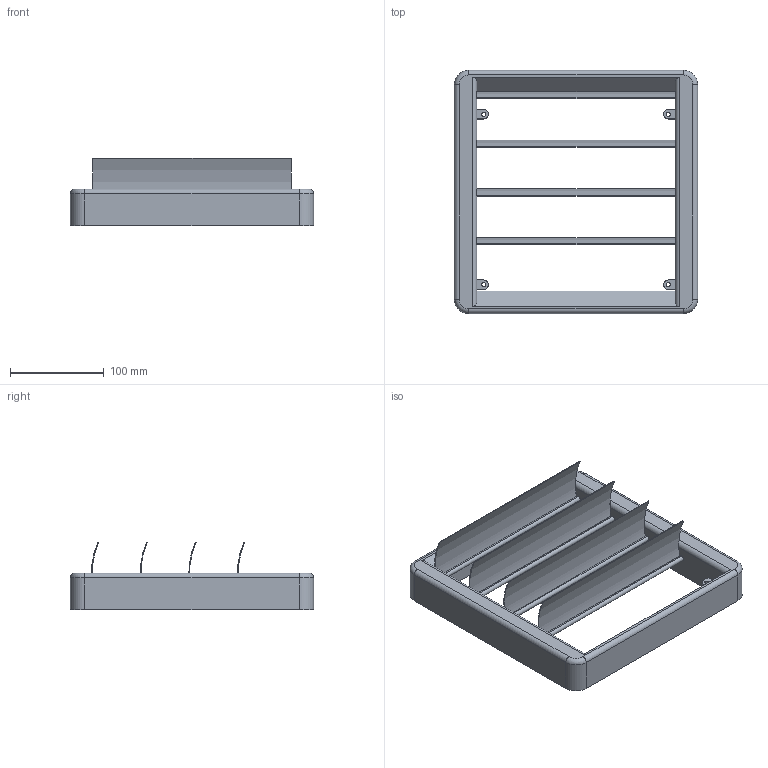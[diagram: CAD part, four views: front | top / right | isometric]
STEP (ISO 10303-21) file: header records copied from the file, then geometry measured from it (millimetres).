
FILE_DESCRIPTION (( 'STEP AP203' ), '1' );
FILE_NAME ('_2000002439_Dummy AS 20 Verschlussklappen__01_0.step', '2023-12-18T08:40:23', ( '' ), ( '' ), 'SwSTEP 2.0', 'SolidWorks 2021', '' );
FILE_SCHEMA (( 'CONFIG_CONTROL_DESIGN' ));
Length unit declared in the file: millimetre
Products named in the file (1): _2000002439_Dummy AS 20 Verschlussklappen__01_0
Bounding box: 260 x 260 x 71.9 mm (x, y, z)
Volume: 872008 mm3; surface area: 213730.1 mm2
Topology: 1 solids, 1 shells, 92 faces, 258 edges, 164 vertices
Faces by surface type: cylinder 48, plane 40, torus 4
Entity records: 3095 total; most frequent: DIRECTION 552, CARTESIAN_POINT 527, ORIENTED_EDGE 516, EDGE_CURVE 258, AXIS2_PLACEMENT_3D 205, VERTEX_POINT 164, LINE 142, VECTOR 142
